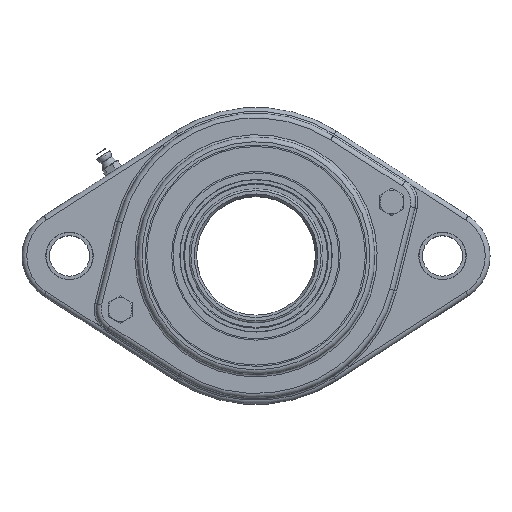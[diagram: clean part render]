
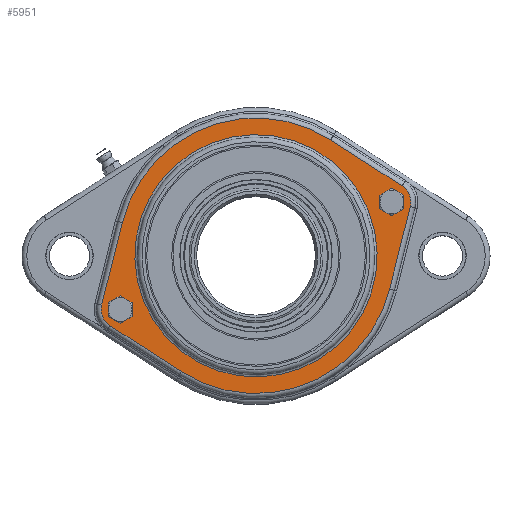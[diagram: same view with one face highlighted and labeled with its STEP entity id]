
A CAD part, top view. The second image highlights one B-rep face of the part: STEP entity #5951.
In plain terms, the highlighted planar face has unit normal (0, 0, 1).
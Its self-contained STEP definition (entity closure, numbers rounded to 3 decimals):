
#254=FACE_BOUND('',#954,.T.);
#255=FACE_BOUND('',#955,.T.);
#256=FACE_BOUND('',#956,.T.);
#347=PLANE('',#6498);
#554=FACE_OUTER_BOUND('',#953,.T.);
#953=EDGE_LOOP('',(#4157,#4158,#4159,#4160,#4161,#4162,#4163,#4164));
#954=EDGE_LOOP('',(#4165));
#955=EDGE_LOOP('',(#4166));
#956=EDGE_LOOP('',(#4167));
#1347=LINE('',#9686,#1667);
#1348=LINE('',#9694,#1668);
#1349=LINE('',#9702,#1669);
#1350=LINE('',#9708,#1670);
#1667=VECTOR('',#7635,10.);
#1668=VECTOR('',#7646,10.);
#1669=VECTOR('',#7657,10.);
#1670=VECTOR('',#7666,10.);
#1916=CIRCLE('',#6307,4.35);
#2015=CIRCLE('',#6481,58.);
#2018=CIRCLE('',#6486,8.);
#2021=CIRCLE('',#6491,58.);
#2024=CIRCLE('',#6496,8.);
#2025=CIRCLE('',#6499,4.35);
#2026=CIRCLE('',#6500,51.);
#2354=VERTEX_POINT('',#9117);
#2488=VERTEX_POINT('',#9678);
#2489=VERTEX_POINT('',#9680);
#2490=VERTEX_POINT('',#9684);
#2491=VERTEX_POINT('',#9688);
#2492=VERTEX_POINT('',#9692);
#2493=VERTEX_POINT('',#9696);
#2494=VERTEX_POINT('',#9700);
#2495=VERTEX_POINT('',#9704);
#2496=VERTEX_POINT('',#9710);
#2497=VERTEX_POINT('',#9712);
#2899=EDGE_CURVE('',#2354,#2354,#1916,.T.);
#3095=EDGE_CURVE('',#2489,#2488,#2015,.T.);
#3097=EDGE_CURVE('',#2490,#2489,#1347,.T.);
#3099=EDGE_CURVE('',#2491,#2490,#2018,.T.);
#3101=EDGE_CURVE('',#2492,#2491,#1348,.T.);
#3103=EDGE_CURVE('',#2493,#2492,#2021,.T.);
#3105=EDGE_CURVE('',#2494,#2493,#1349,.T.);
#3107=EDGE_CURVE('',#2495,#2494,#2024,.T.);
#3108=EDGE_CURVE('',#2488,#2495,#1350,.T.);
#3109=EDGE_CURVE('',#2496,#2496,#2025,.T.);
#3110=EDGE_CURVE('',#2497,#2497,#2026,.T.);
#4157=ORIENTED_EDGE('',*,*,#3108,.F.);
#4158=ORIENTED_EDGE('',*,*,#3095,.F.);
#4159=ORIENTED_EDGE('',*,*,#3097,.F.);
#4160=ORIENTED_EDGE('',*,*,#3099,.F.);
#4161=ORIENTED_EDGE('',*,*,#3101,.F.);
#4162=ORIENTED_EDGE('',*,*,#3103,.F.);
#4163=ORIENTED_EDGE('',*,*,#3105,.F.);
#4164=ORIENTED_EDGE('',*,*,#3107,.F.);
#4165=ORIENTED_EDGE('',*,*,#3109,.T.);
#4166=ORIENTED_EDGE('',*,*,#2899,.T.);
#4167=ORIENTED_EDGE('',*,*,#3110,.F.);
#5951=ADVANCED_FACE('',(#554,#254,#255,#256),#347,.F.);
#6307=AXIS2_PLACEMENT_3D('',#9118,#7199,#7200);
#6481=AXIS2_PLACEMENT_3D('',#9682,#7629,#7630);
#6486=AXIS2_PLACEMENT_3D('',#9690,#7640,#7641);
#6491=AXIS2_PLACEMENT_3D('',#9698,#7651,#7652);
#6496=AXIS2_PLACEMENT_3D('',#9706,#7662,#7663);
#6498=AXIS2_PLACEMENT_3D('',#9709,#7667,#7668);
#6499=AXIS2_PLACEMENT_3D('',#9711,#7669,#7670);
#6500=AXIS2_PLACEMENT_3D('',#9713,#7671,#7672);
#7199=DIRECTION('center_axis',(0.,0.,
-1.));
#7200=DIRECTION('ref_axis',(0.,1.,0.));
#7629=DIRECTION('center_axis',(0.,0.,
-1.));
#7630=DIRECTION('ref_axis',(-0.368,0.93,0.));
#7635=DIRECTION('',(0.242,0.97,0.));
#7640=DIRECTION('center_axis',(0.,0.,
-1.));
#7641=DIRECTION('ref_axis',(-0.93,-0.368,0.));
#7646=DIRECTION('',(-0.841,0.541,0.));
#7651=DIRECTION('center_axis',(0.,0.,
-1.));
#7652=DIRECTION('ref_axis',(0.368,-0.93,0.));
#7657=DIRECTION('',(-0.242,-0.97,0.));
#7662=DIRECTION('center_axis',(0.,0.,
-1.));
#7663=DIRECTION('ref_axis',(0.93,0.368,0.));
#7666=DIRECTION('',(0.841,-0.541,0.));
#7667=DIRECTION('center_axis',(0.,0.,
-1.));
#7668=DIRECTION('ref_axis',(-0.93,-0.368,0.));
#7669=DIRECTION('center_axis',(0.,0.,
-1.));
#7670=DIRECTION('ref_axis',(0.,1.,0.));
#7671=DIRECTION('center_axis',(0.,0.,
1.));
#7672=DIRECTION('ref_axis',(-0.93,-0.368,0.));
#9117=CARTESIAN_POINT('',(-102.016,-11.872,61.404));
#9118=CARTESIAN_POINT('Origin',(-102.016,-7.522,61.404));
#9678=CARTESIAN_POINT('',(-13.438,63.894,61.404));
#9680=CARTESIAN_POINT('',(-101.117,29.159,61.404));
#9682=CARTESIAN_POINT('Origin',(-44.84,15.13,61.404));
#9684=CARTESIAN_POINT('',(-109.779,-5.586,61.404));
#9686=CARTESIAN_POINT('',(-105.448,11.786,61.404));
#9688=CARTESIAN_POINT('',(-106.347,-14.248,61.404));
#9690=CARTESIAN_POINT('Origin',(-102.016,-7.522,61.404));
#9692=CARTESIAN_POINT('',(-76.241,-33.634,61.404));
#9694=CARTESIAN_POINT('',(-76.241,-33.634,61.404));
#9696=CARTESIAN_POINT('',(11.438,1.101,61.404));
#9698=CARTESIAN_POINT('Origin',(-44.84,15.13,61.404));
#9700=CARTESIAN_POINT('',(20.1,35.846,61.404));
#9702=CARTESIAN_POINT('',(15.769,18.474,61.404));
#9704=CARTESIAN_POINT('',(16.668,44.507,61.404));
#9706=CARTESIAN_POINT('Origin',(12.337,37.781,61.404));
#9708=CARTESIAN_POINT('',(-13.438,63.894,61.404));
#9709=CARTESIAN_POINT('Origin',(-44.84,15.13,61.404));
#9710=CARTESIAN_POINT('',(12.337,33.431,61.404));
#9711=CARTESIAN_POINT('Origin',(12.337,37.781,61.404));
#9712=CARTESIAN_POINT('',(-92.254,-3.654,61.404));
#9713=CARTESIAN_POINT('Origin',(-44.84,15.13,61.404));
